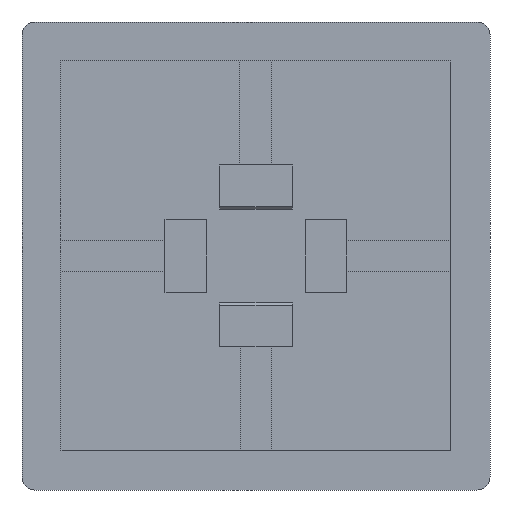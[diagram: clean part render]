
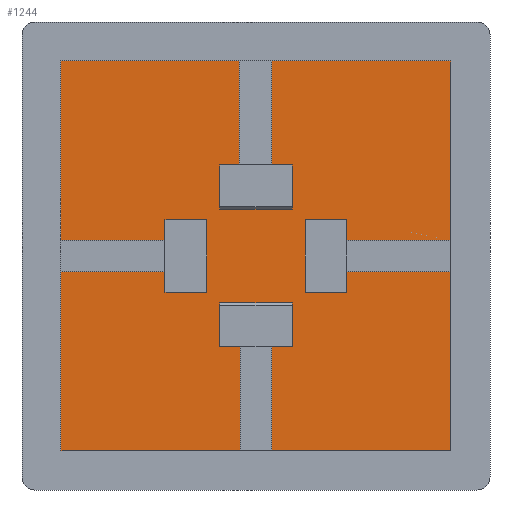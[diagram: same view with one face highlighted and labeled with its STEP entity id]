
A CAD part, front view. The second image highlights one B-rep face of the part: STEP entity #1244.
In plain terms, the highlighted planar face has unit normal (0, -1, 0).
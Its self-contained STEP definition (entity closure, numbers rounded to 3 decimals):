
#74=PLANE('',#1321);
#133=FACE_OUTER_BOUND('',#197,.T.);
#197=EDGE_LOOP('',(#1079,#1080,#1081,#1082,#1083,#1084,#1085,#1086,#1087,
#1088,#1089,#1090,#1091,#1092,#1093,#1094,#1095,#1096,#1097,#1098,#1099,
#1100,#1101,#1102,#1103,#1104,#1105,#1106,#1107,#1108,#1109,#1110,#1111,
#1112,#1113,#1114));
#270=LINE('',#1837,#431);
#272=LINE('',#1841,#433);
#274=LINE('',#1845,#435);
#278=LINE('',#1853,#439);
#279=LINE('',#1855,#440);
#282=LINE('',#1861,#443);
#285=LINE('',#1866,#446);
#286=LINE('',#1869,#447);
#290=LINE('',#1877,#451);
#291=LINE('',#1879,#452);
#294=LINE('',#1885,#455);
#296=LINE('',#1889,#457);
#298=LINE('',#1893,#459);
#302=LINE('',#1901,#463);
#303=LINE('',#1903,#464);
#306=LINE('',#1909,#467);
#309=LINE('',#1914,#470);
#310=LINE('',#1917,#471);
#314=LINE('',#1925,#475);
#315=LINE('',#1927,#476);
#319=LINE('',#1934,#480);
#323=LINE('',#1942,#484);
#326=LINE('',#1948,#487);
#330=LINE('',#1956,#491);
#333=LINE('',#1962,#494);
#337=LINE('',#1970,#498);
#340=LINE('',#1976,#501);
#344=LINE('',#1984,#505);
#345=LINE('',#1987,#506);
#346=LINE('',#1988,#507);
#347=LINE('',#1990,#508);
#348=LINE('',#1991,#509);
#349=LINE('',#1993,#510);
#350=LINE('',#1994,#511);
#351=LINE('',#1996,#512);
#352=LINE('',#1997,#513);
#431=VECTOR('',#1443,1.6);
#433=VECTOR('',#1447,2.8);
#435=VECTOR('',#1451,1.6);
#439=VECTOR('',#1457,0.8);
#440=VECTOR('',#1458,0.8);
#443=VECTOR('',#1463,1.6);
#446=VECTOR('',#1468,2.8);
#447=VECTOR('',#1471,1.6);
#451=VECTOR('',#1477,0.8);
#452=VECTOR('',#1478,0.8);
#455=VECTOR('',#1483,1.6);
#457=VECTOR('',#1487,2.8);
#459=VECTOR('',#1491,1.6);
#463=VECTOR('',#1497,0.749);
#464=VECTOR('',#1498,0.8);
#467=VECTOR('',#1503,1.6);
#470=VECTOR('',#1508,2.8);
#471=VECTOR('',#1511,1.6);
#475=VECTOR('',#1517,0.8);
#476=VECTOR('',#1518,0.8);
#480=VECTOR('',#1524,4.);
#484=VECTOR('',#1532,4.);
#487=VECTOR('',#1537,4.);
#491=VECTOR('',#1545,4.);
#494=VECTOR('',#1550,4.);
#498=VECTOR('',#1558,4.);
#501=VECTOR('',#1563,4.);
#505=VECTOR('',#1571,4.);
#506=VECTOR('',#1574,6.9);
#507=VECTOR('',#1575,6.9);
#508=VECTOR('',#1576,6.9);
#509=VECTOR('',#1577,6.9);
#510=VECTOR('',#1578,6.849);
#511=VECTOR('',#1579,6.9);
#512=VECTOR('',#1580,6.9);
#513=VECTOR('',#1581,6.9);
#596=VERTEX_POINT('',#1834);
#597=VERTEX_POINT('',#1836);
#598=VERTEX_POINT('',#1840);
#599=VERTEX_POINT('',#1844);
#602=VERTEX_POINT('',#1851);
#603=VERTEX_POINT('',#1854);
#604=VERTEX_POINT('',#1858);
#605=VERTEX_POINT('',#1860);
#606=VERTEX_POINT('',#1864);
#607=VERTEX_POINT('',#1868);
#610=VERTEX_POINT('',#1875);
#611=VERTEX_POINT('',#1878);
#612=VERTEX_POINT('',#1882);
#613=VERTEX_POINT('',#1884);
#614=VERTEX_POINT('',#1888);
#615=VERTEX_POINT('',#1892);
#618=VERTEX_POINT('',#1899);
#619=VERTEX_POINT('',#1902);
#620=VERTEX_POINT('',#1906);
#621=VERTEX_POINT('',#1908);
#622=VERTEX_POINT('',#1912);
#623=VERTEX_POINT('',#1916);
#626=VERTEX_POINT('',#1923);
#627=VERTEX_POINT('',#1926);
#628=VERTEX_POINT('',#1930);
#631=VERTEX_POINT('',#1940);
#632=VERTEX_POINT('',#1944);
#635=VERTEX_POINT('',#1954);
#636=VERTEX_POINT('',#1958);
#639=VERTEX_POINT('',#1968);
#640=VERTEX_POINT('',#1972);
#643=VERTEX_POINT('',#1982);
#644=VERTEX_POINT('',#1986);
#645=VERTEX_POINT('',#1989);
#646=VERTEX_POINT('',#1992);
#647=VERTEX_POINT('',#1995);
#730=EDGE_CURVE('',#597,#596,#270,.T.);
#732=EDGE_CURVE('',#597,#598,#272,.T.);
#734=EDGE_CURVE('',#599,#598,#274,.T.);
#738=EDGE_CURVE('',#602,#596,#278,.T.);
#739=EDGE_CURVE('',#599,#603,#279,.T.);
#742=EDGE_CURVE('',#605,#604,#282,.T.);
#745=EDGE_CURVE('',#605,#606,#285,.T.);
#746=EDGE_CURVE('',#607,#606,#286,.T.);
#750=EDGE_CURVE('',#610,#604,#290,.T.);
#751=EDGE_CURVE('',#607,#611,#291,.T.);
#754=EDGE_CURVE('',#613,#612,#294,.T.);
#756=EDGE_CURVE('',#613,#614,#296,.T.);
#758=EDGE_CURVE('',#615,#614,#298,.T.);
#762=EDGE_CURVE('',#618,#612,#302,.T.);
#763=EDGE_CURVE('',#615,#619,#303,.T.);
#766=EDGE_CURVE('',#621,#620,#306,.T.);
#769=EDGE_CURVE('',#621,#622,#309,.T.);
#770=EDGE_CURVE('',#623,#622,#310,.T.);
#774=EDGE_CURVE('',#626,#620,#314,.T.);
#775=EDGE_CURVE('',#623,#627,#315,.T.);
#779=EDGE_CURVE('',#628,#627,#319,.T.);
#783=EDGE_CURVE('',#631,#626,#323,.T.);
#786=EDGE_CURVE('',#632,#619,#326,.T.);
#790=EDGE_CURVE('',#635,#618,#330,.T.);
#793=EDGE_CURVE('',#636,#611,#333,.T.);
#797=EDGE_CURVE('',#639,#610,#337,.T.);
#800=EDGE_CURVE('',#640,#603,#340,.T.);
#804=EDGE_CURVE('',#643,#602,#344,.T.);
#805=EDGE_CURVE('',#643,#644,#345,.T.);
#806=EDGE_CURVE('',#644,#628,#346,.T.);
#807=EDGE_CURVE('',#631,#645,#347,.T.);
#808=EDGE_CURVE('',#645,#632,#348,.T.);
#809=EDGE_CURVE('',#635,#646,#349,.T.);
#810=EDGE_CURVE('',#646,#636,#350,.T.);
#811=EDGE_CURVE('',#639,#647,#351,.T.);
#812=EDGE_CURVE('',#647,#640,#352,.T.);
#1079=ORIENTED_EDGE('',*,*,#804,.F.);
#1080=ORIENTED_EDGE('',*,*,#805,.T.);
#1081=ORIENTED_EDGE('',*,*,#806,.T.);
#1082=ORIENTED_EDGE('',*,*,#779,.T.);
#1083=ORIENTED_EDGE('',*,*,#775,.F.);
#1084=ORIENTED_EDGE('',*,*,#770,.T.);
#1085=ORIENTED_EDGE('',*,*,#769,.F.);
#1086=ORIENTED_EDGE('',*,*,#766,.T.);
#1087=ORIENTED_EDGE('',*,*,#774,.F.);
#1088=ORIENTED_EDGE('',*,*,#783,.F.);
#1089=ORIENTED_EDGE('',*,*,#807,.T.);
#1090=ORIENTED_EDGE('',*,*,#808,.T.);
#1091=ORIENTED_EDGE('',*,*,#786,.T.);
#1092=ORIENTED_EDGE('',*,*,#763,.F.);
#1093=ORIENTED_EDGE('',*,*,#758,.T.);
#1094=ORIENTED_EDGE('',*,*,#756,.F.);
#1095=ORIENTED_EDGE('',*,*,#754,.T.);
#1096=ORIENTED_EDGE('',*,*,#762,.F.);
#1097=ORIENTED_EDGE('',*,*,#790,.F.);
#1098=ORIENTED_EDGE('',*,*,#809,.T.);
#1099=ORIENTED_EDGE('',*,*,#810,.T.);
#1100=ORIENTED_EDGE('',*,*,#793,.T.);
#1101=ORIENTED_EDGE('',*,*,#751,.F.);
#1102=ORIENTED_EDGE('',*,*,#746,.T.);
#1103=ORIENTED_EDGE('',*,*,#745,.F.);
#1104=ORIENTED_EDGE('',*,*,#742,.T.);
#1105=ORIENTED_EDGE('',*,*,#750,.F.);
#1106=ORIENTED_EDGE('',*,*,#797,.F.);
#1107=ORIENTED_EDGE('',*,*,#811,.T.);
#1108=ORIENTED_EDGE('',*,*,#812,.T.);
#1109=ORIENTED_EDGE('',*,*,#800,.T.);
#1110=ORIENTED_EDGE('',*,*,#739,.F.);
#1111=ORIENTED_EDGE('',*,*,#734,.T.);
#1112=ORIENTED_EDGE('',*,*,#732,.F.);
#1113=ORIENTED_EDGE('',*,*,#730,.T.);
#1114=ORIENTED_EDGE('',*,*,#738,.F.);
#1244=ADVANCED_FACE('',(#133),#74,.T.);
#1321=AXIS2_PLACEMENT_3D('',#1985,#1572,#1573);
#1443=DIRECTION('',(0.,0.,-1.));
#1447=DIRECTION('',(-1.,0.,0.));
#1451=DIRECTION('',(0.,0.,1.));
#1457=DIRECTION('',(1.,0.,0.));
#1458=DIRECTION('',(1.,0.,0.));
#1463=DIRECTION('',(-1.,0.,0.));
#1468=DIRECTION('',(0.,0.,1.));
#1471=DIRECTION('',(1.,0.,0.));
#1477=DIRECTION('',(0.,0.,-1.));
#1478=DIRECTION('',(0.,0.,-1.));
#1483=DIRECTION('',(0.,0.,1.));
#1487=DIRECTION('',(1.,0.,0.));
#1491=DIRECTION('',(0.,0.,-1.));
#1497=DIRECTION('',(-1.,0.,0.));
#1498=DIRECTION('',(-1.,0.,0.));
#1503=DIRECTION('',(1.,0.,0.));
#1508=DIRECTION('',(0.,0.,-1.));
#1511=DIRECTION('',(-1.,0.,0.));
#1517=DIRECTION('',(0.,0.,1.));
#1518=DIRECTION('',(0.,0.,1.));
#1524=DIRECTION('',(-1.,0.,0.));
#1532=DIRECTION('',(-1.,0.,0.));
#1537=DIRECTION('',(0.,0.,-1.));
#1545=DIRECTION('',(0.,0.,-1.));
#1550=DIRECTION('',(1.,0.,0.));
#1558=DIRECTION('',(1.,0.,0.));
#1563=DIRECTION('',(0.,0.,1.));
#1571=DIRECTION('',(0.,0.,1.));
#1572=DIRECTION('center_axis',(0.,-1.,0.));
#1573=DIRECTION('ref_axis',(-1.,0.,0.));
#1574=DIRECTION('',(1.,0.,0.));
#1575=DIRECTION('',(0.,0.,1.));
#1576=DIRECTION('',(0.,0.,1.));
#1577=DIRECTION('',(-1.,0.,0.));
#1578=DIRECTION('',(-1.,0.,0.));
#1579=DIRECTION('',(0.,0.,-1.));
#1580=DIRECTION('',(0.,0.,-1.));
#1581=DIRECTION('',(1.,0.,0.));
#1834=CARTESIAN_POINT('',(1.4,-2.,-3.5));
#1836=CARTESIAN_POINT('',(1.4,-2.,-1.9));
#1837=CARTESIAN_POINT('',(1.4,-2.,-1.9));
#1840=CARTESIAN_POINT('',(-1.4,-2.,-1.9));
#1841=CARTESIAN_POINT('',(1.4,-2.,-1.9));
#1844=CARTESIAN_POINT('',(-1.4,-2.,-3.5));
#1845=CARTESIAN_POINT('',(-1.4,-2.,-3.5));
#1851=CARTESIAN_POINT('',(0.6,-2.,-3.5));
#1853=CARTESIAN_POINT('',(0.6,-2.,-3.5));
#1854=CARTESIAN_POINT('',(-0.6,-2.,-3.5));
#1855=CARTESIAN_POINT('',(-1.4,-2.,-3.5));
#1858=CARTESIAN_POINT('',(-3.5,-2.,-1.4));
#1860=CARTESIAN_POINT('',(-1.9,-2.,-1.4));
#1861=CARTESIAN_POINT('',(-1.9,-2.,-1.4));
#1864=CARTESIAN_POINT('',(-1.9,-2.,1.4));
#1866=CARTESIAN_POINT('',(-1.9,-2.,-1.4));
#1868=CARTESIAN_POINT('',(-3.5,-2.,1.4));
#1869=CARTESIAN_POINT('',(-3.5,-2.,1.4));
#1875=CARTESIAN_POINT('',(-3.5,-2.,-0.6));
#1877=CARTESIAN_POINT('',(-3.5,-2.,-0.6));
#1878=CARTESIAN_POINT('',(-3.5,-2.,0.6));
#1879=CARTESIAN_POINT('',(-3.5,-2.,1.4));
#1882=CARTESIAN_POINT('',(-1.4,-2.,3.5));
#1884=CARTESIAN_POINT('',(-1.4,-2.,1.9));
#1885=CARTESIAN_POINT('',(-1.4,-2.,1.9));
#1888=CARTESIAN_POINT('',(1.4,-2.,1.9));
#1889=CARTESIAN_POINT('',(-1.4,-2.,1.9));
#1892=CARTESIAN_POINT('',(1.4,-2.,3.5));
#1893=CARTESIAN_POINT('',(1.4,-2.,3.5));
#1899=CARTESIAN_POINT('',(-0.651,-2.,3.5));
#1901=CARTESIAN_POINT('',(-0.651,-2.,3.5));
#1902=CARTESIAN_POINT('',(0.6,-2.,3.5));
#1903=CARTESIAN_POINT('',(1.4,-2.,3.5));
#1906=CARTESIAN_POINT('',(3.5,-2.,1.4));
#1908=CARTESIAN_POINT('',(1.9,-2.,1.4));
#1909=CARTESIAN_POINT('',(1.9,-2.,1.4));
#1912=CARTESIAN_POINT('',(1.9,-2.,-1.4));
#1914=CARTESIAN_POINT('',(1.9,-2.,1.4));
#1916=CARTESIAN_POINT('',(3.5,-2.,-1.4));
#1917=CARTESIAN_POINT('',(3.5,-2.,-1.4));
#1923=CARTESIAN_POINT('',(3.5,-2.,0.6));
#1925=CARTESIAN_POINT('',(3.5,-2.,0.6));
#1926=CARTESIAN_POINT('',(3.5,-2.,-0.6));
#1927=CARTESIAN_POINT('',(3.5,-2.,-1.4));
#1930=CARTESIAN_POINT('',(7.5,-2.,-0.6));
#1934=CARTESIAN_POINT('',(7.5,-2.,-0.6));
#1940=CARTESIAN_POINT('',(7.5,-2.,0.6));
#1942=CARTESIAN_POINT('',(7.5,-2.,0.6));
#1944=CARTESIAN_POINT('',(0.6,-2.,7.5));
#1948=CARTESIAN_POINT('',(0.6,-2.,7.5));
#1954=CARTESIAN_POINT('',(-0.651,-2.,7.5));
#1956=CARTESIAN_POINT('',(-0.651,-2.,7.5));
#1958=CARTESIAN_POINT('',(-7.5,-2.,0.6));
#1962=CARTESIAN_POINT('',(-7.5,-2.,0.6));
#1968=CARTESIAN_POINT('',(-7.5,-2.,-0.6));
#1970=CARTESIAN_POINT('',(-7.5,-2.,-0.6));
#1972=CARTESIAN_POINT('',(-0.6,-2.,-7.5));
#1976=CARTESIAN_POINT('',(-0.6,-2.,-7.5));
#1982=CARTESIAN_POINT('',(0.6,-2.,-7.5));
#1984=CARTESIAN_POINT('',(0.6,-2.,-7.5));
#1985=CARTESIAN_POINT('Origin',(0.,-2.,0.));
#1986=CARTESIAN_POINT('',(7.5,-2.,-7.5));
#1987=CARTESIAN_POINT('',(0.6,-2.,-7.5));
#1988=CARTESIAN_POINT('',(7.5,-2.,-7.5));
#1989=CARTESIAN_POINT('',(7.5,-2.,7.5));
#1990=CARTESIAN_POINT('',(7.5,-2.,0.6));
#1991=CARTESIAN_POINT('',(7.5,-2.,7.5));
#1992=CARTESIAN_POINT('',(-7.5,-2.,7.5));
#1993=CARTESIAN_POINT('',(-0.651,-2.,7.5));
#1994=CARTESIAN_POINT('',(-7.5,-2.,7.5));
#1995=CARTESIAN_POINT('',(-7.5,-2.,-7.5));
#1996=CARTESIAN_POINT('',(-7.5,-2.,-0.6));
#1997=CARTESIAN_POINT('',(-7.5,-2.,-7.5));
